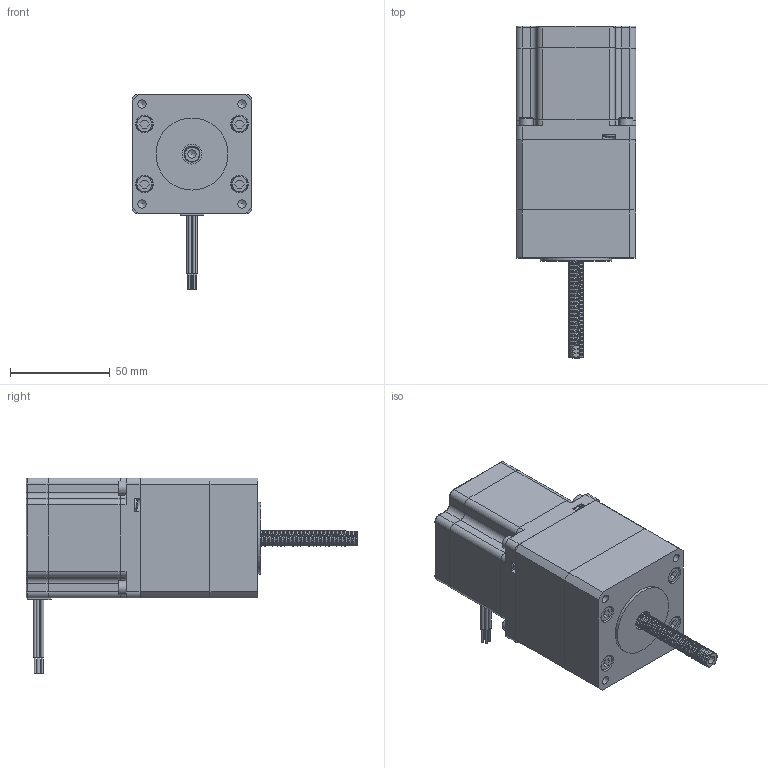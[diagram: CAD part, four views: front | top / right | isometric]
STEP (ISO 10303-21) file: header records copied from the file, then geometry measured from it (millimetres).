
FILE_DESCRIPTION( ( '' ), '1' );
FILE_NAME( 'MS566D-A-LNH0805.stp', '2022-03-24T05:37:00', ( 'Dimamotor' ), ( 'Dimamotor' ), 'PSStep 17.0.49', ' ', ' ' );
FILE_SCHEMA( ( 'AUTOMOTIVE_DESIGN { 1 0 10303 214 1 1 1 1 }' ) );
Length unit declared in the file: millimetre
Products named in the file (10): Assem1; MS26-上蓋; MS266H-定子; MS26-單軸下蓋; Screw_ANSI_B18.6.3_09F_UNF_No5x1_v12.00; MS26-LN直線上蓋B; Screw_ANSI_B18_3_1M_A_M5x25_v12.00; Screw_ANSI_B18_3_1M_A_M4x12_v12.00; MS56-LNHH直線上蓋A; PRA-0805
Assembly tree (18 placements, depth 2):
  Assem1
    MS26-上蓋
    MS266H-定子
    MS26-單軸下蓋
    Screw_ANSI_B18.6.3_09F_UNF_No5x1_v12.00  x4
    MS26-LN直線上蓋B
    Screw_ANSI_B18_3_1M_A_M5x25_v12.00  x4
    Screw_ANSI_B18_3_1M_A_M4x12_v12.00  x4
    MS56-LNHH直線上蓋A
    PRA-0805
Bounding box: 60 x 166 x 98 mm (x, y, z)
Volume: 388322.8 mm3; surface area: 77586.9 mm2
Topology: 18 solids, 18 shells, 507 faces, 1209 edges, 783 vertices
Faces by surface type: plane 256, cylinder 171, cone 39, bspline 21, torus 16, sphere 4
Full cylindrical faces by diameter (mm): 1 x6, 1.6 x6, 2.5 x4, 3.175 x8, 3.3 x4, 4 x4, 4.2 x12, 5 x8, 5.3 x4, 6 x1, 7 x4, 8 x1, 8.5 x4, 8.8 x4, 10 x4, 11 x1, 12 x1, 15 x2, 36 x2
Entity records: 70685 total; most frequent: CARTESIAN_POINT 60034, DIRECTION 1622, ORIENTED_EDGE 1478, EDGE_CURVE 739, AXIS2_PLACEMENT_3D 639, VERTEX_POINT 529, EDGE_LOOP 488, FACE_OUTER_BOUND 406
